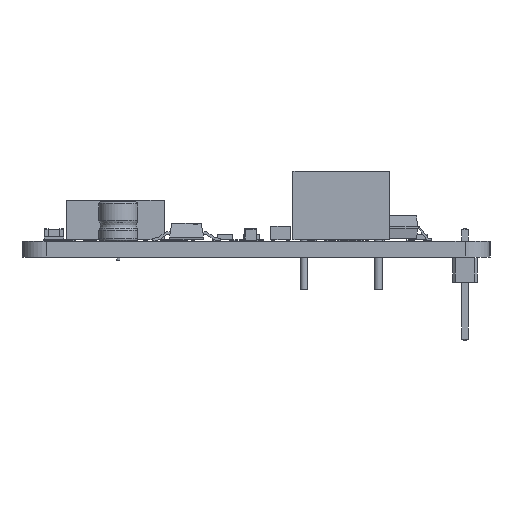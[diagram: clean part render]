
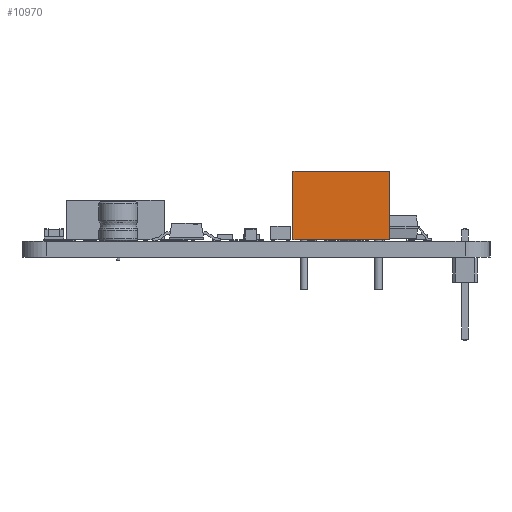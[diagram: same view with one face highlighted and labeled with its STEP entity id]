
A CAD part, left-side view. The second image highlights one B-rep face of the part: STEP entity #10970.
In plain terms, the highlighted planar face has unit normal (-1, 0, 0).
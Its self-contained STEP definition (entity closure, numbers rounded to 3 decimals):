
#10872 = EDGE_CURVE('',#10873,#10875,#10877,.T.);
#10873 = VERTEX_POINT('',#10874);
#10874 = CARTESIAN_POINT('',(-1.95,8.76,0.1));
#10875 = VERTEX_POINT('',#10876);
#10876 = CARTESIAN_POINT('',(-1.95,8.76,7.15));
#10877 = LINE('',#10878,#10879);
#10878 = CARTESIAN_POINT('',(-1.95,8.76,0.1));
#10879 = VECTOR('',#10880,1.);
#10880 = DIRECTION('',(0.,0.,1.));
#10945 = VERTEX_POINT('',#10946);
#10946 = CARTESIAN_POINT('',(-1.95,-1.14,7.15));
#10952 = EDGE_CURVE('',#10953,#10945,#10955,.T.);
#10953 = VERTEX_POINT('',#10954);
#10954 = CARTESIAN_POINT('',(-1.95,-1.14,0.1));
#10955 = LINE('',#10956,#10957);
#10956 = CARTESIAN_POINT('',(-1.95,-1.14,0.1));
#10957 = VECTOR('',#10958,1.);
#10958 = DIRECTION('',(0.,0.,1.));
#10970 = ADVANCED_FACE('',(#10971),#10987,.T.);
#10971 = FACE_BOUND('',#10972,.T.);
#10972 = EDGE_LOOP('',(#10973,#10974,#10980,#10981));
#10973 = ORIENTED_EDGE('',*,*,#10952,.T.);
#10974 = ORIENTED_EDGE('',*,*,#10975,.T.);
#10975 = EDGE_CURVE('',#10945,#10875,#10976,.T.);
#10976 = LINE('',#10977,#10978);
#10977 = CARTESIAN_POINT('',(-1.95,-1.14,7.15));
#10978 = VECTOR('',#10979,1.);
#10979 = DIRECTION('',(0.,1.,0.));
#10980 = ORIENTED_EDGE('',*,*,#10872,.F.);
#10981 = ORIENTED_EDGE('',*,*,#10982,.F.);
#10982 = EDGE_CURVE('',#10953,#10873,#10983,.T.);
#10983 = LINE('',#10984,#10985);
#10984 = CARTESIAN_POINT('',(-1.95,-1.14,0.1));
#10985 = VECTOR('',#10986,1.);
#10986 = DIRECTION('',(0.,1.,0.));
#10987 = PLANE('',#10988);
#10988 = AXIS2_PLACEMENT_3D('',#10989,#10990,#10991);
#10989 = CARTESIAN_POINT('',(-1.95,-1.14,0.1));
#10990 = DIRECTION('',(-1.,0.,0.));
#10991 = DIRECTION('',(0.,1.,0.));
